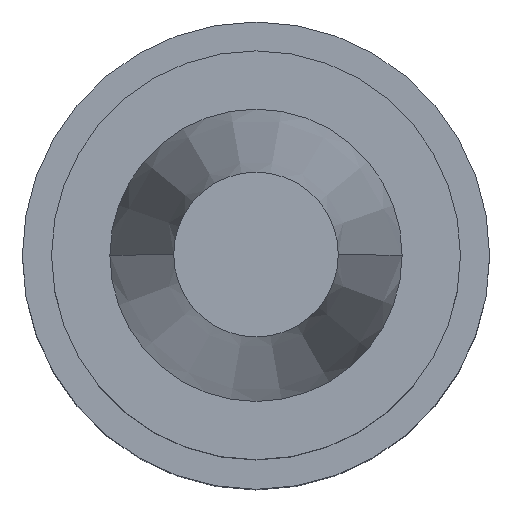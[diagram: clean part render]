
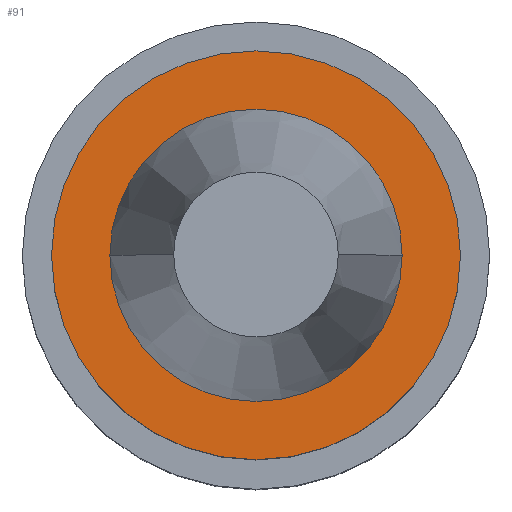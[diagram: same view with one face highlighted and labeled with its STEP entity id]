
A CAD part, top view. The second image highlights one B-rep face of the part: STEP entity #91.
In plain terms, the highlighted planar face has unit normal (0, 0, 1).
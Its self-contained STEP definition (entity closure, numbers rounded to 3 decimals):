
#42=FACE_BOUND('',#143,.T.);
#43=FACE_BOUND('',#144,.T.);
#76=PLANE('',#451);
#91=ADVANCED_FACE('',(#42,#43),#76,.T.);
#143=EDGE_LOOP('',(#244,#245));
#144=EDGE_LOOP('',(#246));
#190=CIRCLE('',#448,22.517);
#191=CIRCLE('',#449,22.517);
#192=CIRCLE('',#450,31.5);
#244=ORIENTED_EDGE('',*,*,#354,.F.);
#245=ORIENTED_EDGE('',*,*,#355,.F.);
#246=ORIENTED_EDGE('',*,*,#356,.F.);
#312=VERTEX_POINT('',#682);
#313=VERTEX_POINT('',#683);
#314=VERTEX_POINT('',#686);
#354=EDGE_CURVE('',#312,#313,#190,.T.);
#355=EDGE_CURVE('',#313,#312,#191,.T.);
#356=EDGE_CURVE('',#314,#314,#192,.T.);
#448=AXIS2_PLACEMENT_3D('',#681,#556,#557);
#449=AXIS2_PLACEMENT_3D('',#684,#558,#559);
#450=AXIS2_PLACEMENT_3D('',#685,#560,#561);
#451=AXIS2_PLACEMENT_3D('',#687,#562,#563);
#556=DIRECTION('',(0.,0.,1.));
#557=DIRECTION('',(1.,0.,0.));
#558=DIRECTION('',(0.,0.,1.));
#559=DIRECTION('',(1.,0.,0.));
#560=DIRECTION('',(0.,0.,-1.));
#561=DIRECTION('',(1.,0.,0.));
#562=DIRECTION('',(0.,0.,1.));
#563=DIRECTION('',(1.,0.,0.));
#681=CARTESIAN_POINT('',(0.,0.597,-2.));
#682=CARTESIAN_POINT('',(-22.517,0.597,-2.));
#683=CARTESIAN_POINT('',(22.517,0.597,-2.));
#684=CARTESIAN_POINT('',(0.,0.597,-2.));
#685=CARTESIAN_POINT('',(0.,0.597,-2.));
#686=CARTESIAN_POINT('',(31.5,0.597,-2.));
#687=CARTESIAN_POINT('',(0.,-22.101,-2.));
